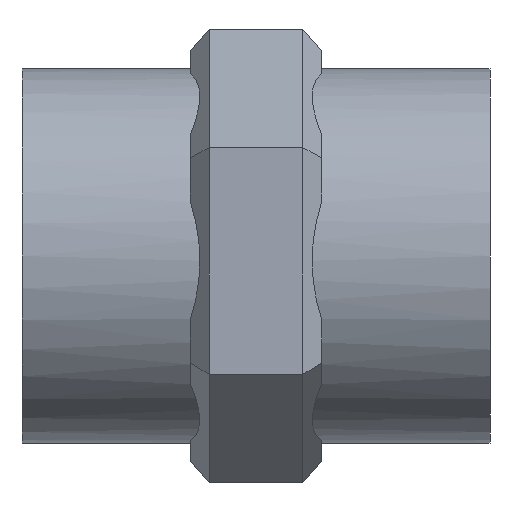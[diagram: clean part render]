
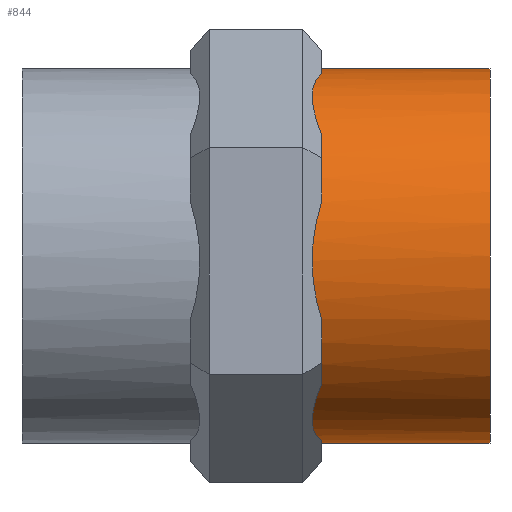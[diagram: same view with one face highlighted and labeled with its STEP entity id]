
A CAD part, front view. The second image highlights one B-rep face of the part: STEP entity #844.
In plain terms, the highlighted cylindrical face has radius 10 mm (diameter 20 mm), a partial arc.
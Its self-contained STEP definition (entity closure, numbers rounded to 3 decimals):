
#9 = DIRECTION ( 'NONE',  ( 0., 0., -1. ) ) ;
#13 = EDGE_CURVE ( 'NONE', #405, #143, #845, .T. ) ;
#20 = EDGE_CURVE ( 'NONE', #405, #551, #834, .T. ) ;
#21 = LINE ( 'NONE', #728, #879 ) ;
#26 =( BOUNDED_CURVE ( )  B_SPLINE_CURVE ( 3, ( #594, #788, #218, #890 ),
 .UNSPECIFIED., .F., .T. ) 
 B_SPLINE_CURVE_WITH_KNOTS ( ( 4, 4 ),
 ( 2.824, 3.459 ),
 .UNSPECIFIED. ) 
 CURVE ( )  GEOMETRIC_REPRESENTATION_ITEM ( )  RATIONAL_B_SPLINE_CURVE ( ( 1., 0.967, 0.967, 1. ) ) 
 REPRESENTATION_ITEM ( '' )  );
#75 = CARTESIAN_POINT ( 'NONE',  ( -9.672, -5.809, -8.42 ) ) ;
#83 = VERTEX_POINT ( 'NONE', #480 ) ;
#108 = DIRECTION ( 'NONE',  ( 1., 0., 0. ) ) ;
#110 = CIRCLE ( 'NONE', #263, 10. ) ;
#123 = CARTESIAN_POINT ( 'NONE',  ( -9., -7.62, 6.476 ) ) ;
#133 = VERTEX_POINT ( 'NONE', #1139 ) ;
#143 = VERTEX_POINT ( 'NONE', #299 ) ;
#179 = EDGE_CURVE ( 'NONE', #1043, #83, #660, .T. ) ;
#182 = EDGE_CURVE ( 'NONE', #953, #203, #110, .T. ) ;
#191 = VECTOR ( 'NONE', #1042, 1000. ) ;
#203 = VERTEX_POINT ( 'NONE', #239 ) ;
#212 = CARTESIAN_POINT ( 'NONE',  ( -9., -9.418, -3.361 ) ) ;
#218 = CARTESIAN_POINT ( 'NONE',  ( -9.672, -6.225, 8.117 ) ) ;
#227 = DIRECTION ( 'NONE',  ( 1., 0., 0. ) ) ;
#233 = DIRECTION ( 'NONE',  ( 1., 0., 0. ) ) ;
#239 = CARTESIAN_POINT ( 'NONE',  ( -9., -7.284, -6.851 ) ) ;
#261 = AXIS2_PLACEMENT_3D ( 'NONE', #1107, #494, #9 ) ;
#263 = AXIS2_PLACEMENT_3D ( 'NONE', #323, #233, #605 ) ;
#293 = ORIENTED_EDGE ( 'NONE', *, *, #616, .T. ) ;
#298 = CARTESIAN_POINT ( 'NONE',  ( -9., -9.418, -3.361 ) ) ;
#299 = CARTESIAN_POINT ( 'NONE',  ( 0., 0., 10. ) ) ;
#317 = ORIENTED_EDGE ( 'NONE', *, *, #179, .T. ) ;
#322 = VERTEX_POINT ( 'NONE', #123 ) ;
#323 = CARTESIAN_POINT ( 'NONE',  ( -9., 0., 0. ) ) ;
#331 = DIRECTION ( 'NONE',  ( 0., 0., -1. ) ) ;
#358 = ORIENTED_EDGE ( 'NONE', *, *, #946, .T. ) ;
#366 = EDGE_LOOP ( 'NONE', ( #472, #729, #358, #721, #841, #1062, #293, #317, #1196, #760 ) ) ;
#370 = EDGE_CURVE ( 'NONE', #322, #133, #1076, .T. ) ;
#404 = DIRECTION ( 'NONE',  ( 1., 0., 0. ) ) ;
#405 = VERTEX_POINT ( 'NONE', #1136 ) ;
#408 = DIRECTION ( 'NONE',  ( 1., 0., 0. ) ) ;
#419 = DIRECTION ( 'NONE',  ( 0., 0., -1. ) ) ;
#431 = AXIS2_PLACEMENT_3D ( 'NONE', #1164, #227, #331 ) ;
#472 = ORIENTED_EDGE ( 'NONE', *, *, #13, .F. ) ;
#480 = CARTESIAN_POINT ( 'NONE',  ( -9., 0., -10. ) ) ;
#494 = DIRECTION ( 'NONE',  ( 1., 0., 0. ) ) ;
#551 = VERTEX_POINT ( 'NONE', #1013 ) ;
#559 = AXIS2_PLACEMENT_3D ( 'NONE', #1058, #408, #782 ) ;
#586 = VERTEX_POINT ( 'NONE', #1009 ) ;
#594 = CARTESIAN_POINT ( 'NONE',  ( -9., -2.291, 9.734 ) ) ;
#605 = DIRECTION ( 'NONE',  ( 0., 0., -1. ) ) ;
#616 = EDGE_CURVE ( 'NONE', #203, #1043, #868, .T. ) ;
#622 = CARTESIAN_POINT ( 'NONE',  ( -9., -1.799, -9.837 ) ) ;
#636 = CARTESIAN_POINT ( 'NONE',  ( -9., -7.284, -6.851 ) ) ;
#660 = CIRCLE ( 'NONE', #431, 10. ) ;
#662 = DIRECTION ( 'NONE',  ( 0., 0., -1. ) ) ;
#665 = CARTESIAN_POINT ( 'NONE',  ( -9.672, -3.917, -9.449 ) ) ;
#668 = CARTESIAN_POINT ( 'NONE',  ( -9., 0., 10. ) ) ;
#708 = EDGE_CURVE ( 'NONE', #143, #586, #958, .T. ) ;
#721 = ORIENTED_EDGE ( 'NONE', *, *, #370, .T. ) ;
#728 = CARTESIAN_POINT ( 'NONE',  ( -9., 0., -10. ) ) ;
#729 = ORIENTED_EDGE ( 'NONE', *, *, #20, .T. ) ;
#745 = CARTESIAN_POINT ( 'NONE',  ( -9., 0., 0. ) ) ;
#760 = ORIENTED_EDGE ( 'NONE', *, *, #708, .F. ) ;
#764 = CARTESIAN_POINT ( 'NONE',  ( -9.672, -10.196, 0.82 ) ) ;
#782 = DIRECTION ( 'NONE',  ( 0., 0., -1. ) ) ;
#788 = CARTESIAN_POINT ( 'NONE',  ( -9.672, -4.388, 9.24 ) ) ;
#829 = EDGE_CURVE ( 'NONE', #83, #586, #21, .T. ) ;
#834 = CIRCLE ( 'NONE', #1148, 10. ) ;
#835 = DIRECTION ( 'NONE',  ( 1., 0., 0. ) ) ;
#841 = ORIENTED_EDGE ( 'NONE', *, *, #873, .T. ) ;
#844 = ADVANCED_FACE ( 'NONE', ( #1149 ), #952, .T. ) ;
#845 = LINE ( 'NONE', #668, #191 ) ;
#868 =( BOUNDED_CURVE ( )  B_SPLINE_CURVE ( 3, ( #636, #75, #665, #974 ),
 .UNSPECIFIED., .F., .F. ) 
 B_SPLINE_CURVE_WITH_KNOTS ( ( 4, 4 ),
 ( 2.824, 3.459 ),
 .UNSPECIFIED. ) 
 CURVE ( )  GEOMETRIC_REPRESENTATION_ITEM ( )  RATIONAL_B_SPLINE_CURVE ( ( 1., 0.967, 0.967, 1. ) ) 
 REPRESENTATION_ITEM ( '' )  );
#869 = CARTESIAN_POINT ( 'NONE',  ( 0., 0., 0. ) ) ;
#873 = EDGE_CURVE ( 'NONE', #133, #953, #1117, .T. ) ;
#879 = VECTOR ( 'NONE', #108, 1000. ) ;
#890 = CARTESIAN_POINT ( 'NONE',  ( -9., -7.62, 6.476 ) ) ;
#946 = EDGE_CURVE ( 'NONE', #551, #322, #26, .T. ) ;
#952 = CYLINDRICAL_SURFACE ( 'NONE', #261, 10. ) ;
#953 = VERTEX_POINT ( 'NONE', #212 ) ;
#958 = CIRCLE ( 'NONE', #1078, 10. ) ;
#974 = CARTESIAN_POINT ( 'NONE',  ( -9., -1.799, -9.837 ) ) ;
#1009 = CARTESIAN_POINT ( 'NONE',  ( 0., 0., -10. ) ) ;
#1013 = CARTESIAN_POINT ( 'NONE',  ( -9., -2.291, 9.734 ) ) ;
#1042 = DIRECTION ( 'NONE',  ( 1., 0., 0. ) ) ;
#1043 = VERTEX_POINT ( 'NONE', #622 ) ;
#1058 = CARTESIAN_POINT ( 'NONE',  ( -9., 0., 0. ) ) ;
#1059 = CARTESIAN_POINT ( 'NONE',  ( -9., -9.576, 2.882 ) ) ;
#1062 = ORIENTED_EDGE ( 'NONE', *, *, #182, .T. ) ;
#1076 = CIRCLE ( 'NONE', #559, 10. ) ;
#1078 = AXIS2_PLACEMENT_3D ( 'NONE', #869, #404, #419 ) ;
#1107 = CARTESIAN_POINT ( 'NONE',  ( -9., 0., 0. ) ) ;
#1117 =( BOUNDED_CURVE ( )  B_SPLINE_CURVE ( 3, ( #1059, #764, #1144, #298 ),
 .UNSPECIFIED., .F., .F. ) 
 B_SPLINE_CURVE_WITH_KNOTS ( ( 4, 4 ),
 ( 2.824, 3.459 ),
 .UNSPECIFIED. ) 
 CURVE ( )  GEOMETRIC_REPRESENTATION_ITEM ( )  RATIONAL_B_SPLINE_CURVE ( ( 1., 0.967, 0.967, 1. ) ) 
 REPRESENTATION_ITEM ( '' )  );
#1136 = CARTESIAN_POINT ( 'NONE',  ( -9., 0., 10. ) ) ;
#1139 = CARTESIAN_POINT ( 'NONE',  ( -9., -9.576, 2.882 ) ) ;
#1144 = CARTESIAN_POINT ( 'NONE',  ( -9.672, -10.142, -1.332 ) ) ;
#1148 = AXIS2_PLACEMENT_3D ( 'NONE', #745, #835, #662 ) ;
#1149 = FACE_OUTER_BOUND ( 'NONE', #366, .T. ) ;
#1164 = CARTESIAN_POINT ( 'NONE',  ( -9., 0., 0. ) ) ;
#1196 = ORIENTED_EDGE ( 'NONE', *, *, #829, .T. ) ;
